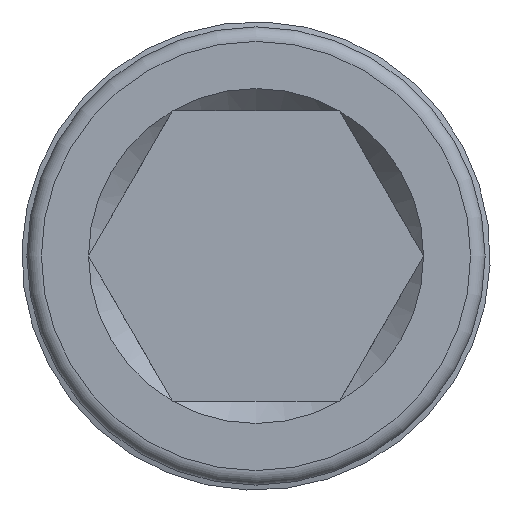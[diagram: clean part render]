
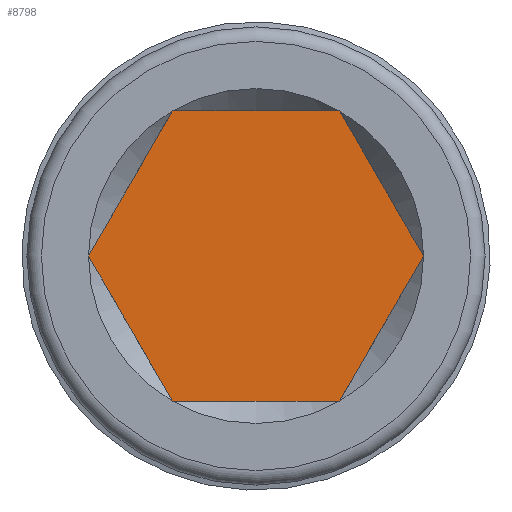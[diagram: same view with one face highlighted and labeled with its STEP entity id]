
A CAD part, left-side view. The second image highlights one B-rep face of the part: STEP entity #8798.
In plain terms, the highlighted planar face has unit normal (-1, 0, 0).
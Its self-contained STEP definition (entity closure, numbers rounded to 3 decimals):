
#202=PLANE('',#9210);
#1478=FACE_OUTER_BOUND('',#1979,.T.);
#1979=EDGE_LOOP('',(#7551,#7552));
#3105=CIRCLE('',#9208,6.05);
#3106=CIRCLE('',#9209,6.05);
#3940=VERTEX_POINT('',#63903);
#3941=VERTEX_POINT('',#63904);
#5167=EDGE_CURVE('',#3940,#3941,#3105,.T.);
#5169=EDGE_CURVE('',#3941,#3940,#3106,.T.);
#7551=ORIENTED_EDGE('',*,*,#5167,.F.);
#7552=ORIENTED_EDGE('',*,*,#5169,.F.);
#8798=ADVANCED_FACE('',(#1478),#202,.T.);
#9208=AXIS2_PLACEMENT_3D('',#63905,#10418,#10419);
#9209=AXIS2_PLACEMENT_3D('',#63907,#10421,#10422);
#9210=AXIS2_PLACEMENT_3D('',#63908,#10423,#10424);
#10418=DIRECTION('center_axis',(1.,0.,0.));
#10419=DIRECTION('ref_axis',(0.,-1.,0.));
#10421=DIRECTION('center_axis',(1.,0.,0.));
#10422=DIRECTION('ref_axis',(0.,-1.,0.));
#10423=DIRECTION('center_axis',(-1.,0.,0.));
#10424=DIRECTION('ref_axis',(0.,0.,1.));
#63903=CARTESIAN_POINT('',(10.,-6.05,0.));
#63904=CARTESIAN_POINT('',(10.,6.05,0.));
#63905=CARTESIAN_POINT('Origin',(10.,0.,0.));
#63907=CARTESIAN_POINT('Origin',(10.,0.,0.));
#63908=CARTESIAN_POINT('Origin',(10.,-5.425,0.));
